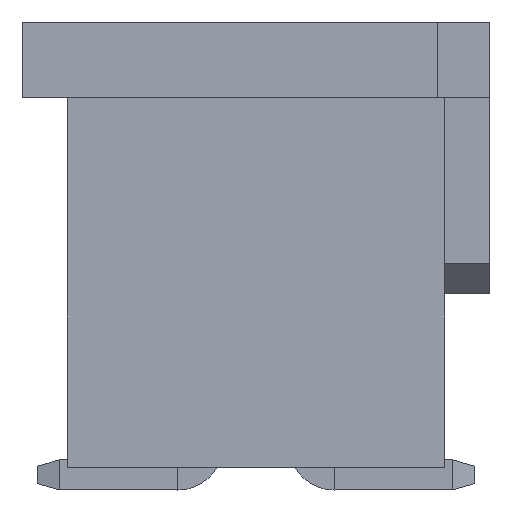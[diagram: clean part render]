
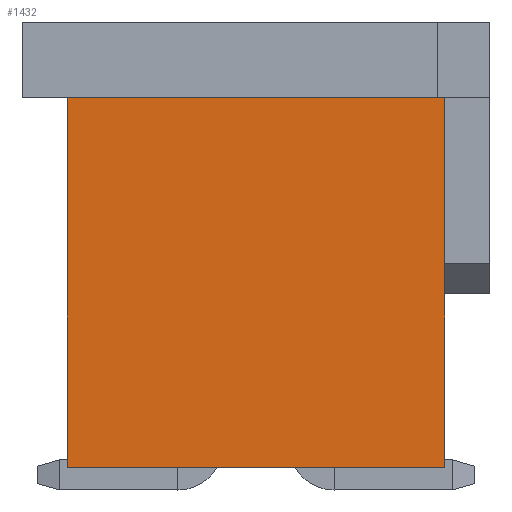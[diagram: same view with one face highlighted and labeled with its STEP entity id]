
A CAD part, left-side view. The second image highlights one B-rep face of the part: STEP entity #1432.
In plain terms, the highlighted planar face has unit normal (-1, 0, 0).
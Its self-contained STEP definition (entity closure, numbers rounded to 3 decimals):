
#1393=CARTESIAN_POINT('',(-10.72,0.,0.65));
#1394=DIRECTION('',(0.,-1.,0.));
#1395=DIRECTION('',(-1.,0.,0.));
#1396=AXIS2_PLACEMENT_3D('',#1393,#1395,#1394);
#1397=PLANE('',#1396);
#1398=CARTESIAN_POINT('',(-10.72,2.5,3.1));
#1399=VERTEX_POINT('',#1398);
#1400=CARTESIAN_POINT('',(-10.72,2.5,-1.8));
#1401=VERTEX_POINT('',#1400);
#1402=CARTESIAN_POINT('',(-10.72,2.5,3.1));
#1403=DIRECTION('',(0.,0.,-1.));
#1404=VECTOR('',#1403,4.9);
#1405=LINE('',#1402,#1404);
#1406=EDGE_CURVE('',#1399,#1401,#1405,.T.);
#1407=ORIENTED_EDGE('',*,*,#1406,.T.);
#1408=CARTESIAN_POINT('',(-10.72,-2.5,-1.8));
#1409=VERTEX_POINT('',#1408);
#1410=CARTESIAN_POINT('',(-10.72,2.5,-1.8));
#1411=DIRECTION('',(0.,-1.,0.));
#1412=VECTOR('',#1411,5.);
#1413=LINE('',#1410,#1412);
#1414=EDGE_CURVE('',#1401,#1409,#1413,.T.);
#1415=ORIENTED_EDGE('',*,*,#1414,.T.);
#1416=CARTESIAN_POINT('',(-10.72,-2.5,3.1));
#1417=VERTEX_POINT('',#1416);
#1418=CARTESIAN_POINT('',(-10.72,-2.5,-1.8));
#1419=DIRECTION('',(0.,0.,1.));
#1420=VECTOR('',#1419,4.9);
#1421=LINE('',#1418,#1420);
#1422=EDGE_CURVE('',#1409,#1417,#1421,.T.);
#1423=ORIENTED_EDGE('',*,*,#1422,.T.);
#1424=CARTESIAN_POINT('',(-10.72,-2.5,3.1));
#1425=DIRECTION('',(0.,1.,0.));
#1426=VECTOR('',#1425,5.);
#1427=LINE('',#1424,#1426);
#1428=EDGE_CURVE('',#1417,#1399,#1427,.T.);
#1429=ORIENTED_EDGE('',*,*,#1428,.T.);
#1430=EDGE_LOOP('',(#1407,#1415,#1423,#1429));
#1431=FACE_OUTER_BOUND('',#1430,.T.);
#1432=ADVANCED_FACE('',(#1431),#1397,.T.);
